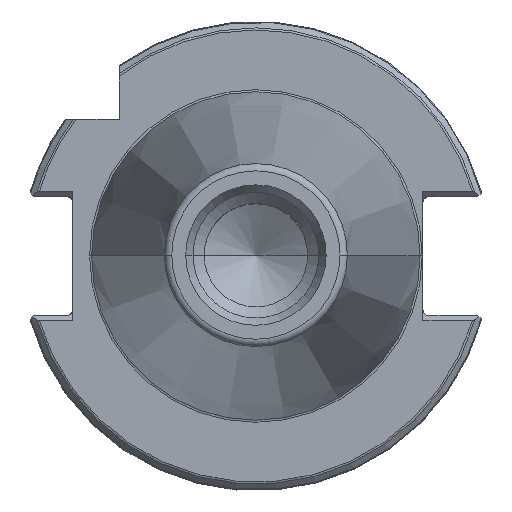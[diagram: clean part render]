
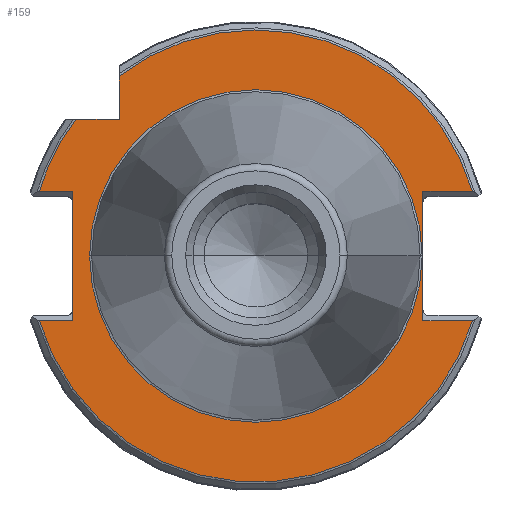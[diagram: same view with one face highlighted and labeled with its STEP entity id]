
A CAD part, top view. The second image highlights one B-rep face of the part: STEP entity #159.
In plain terms, the highlighted planar face has unit normal (0, 0, 1).
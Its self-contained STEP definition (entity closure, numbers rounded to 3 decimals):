
#147 = CARTESIAN_POINT ( 'NONE',  ( 0., 8.75, -3.2 ) ) ;
#151 = CARTESIAN_POINT ( 'NONE',  ( 0., 0., -3.2 ) ) ;
#159 = ADVANCED_FACE ( 'NONE', ( #3291, #3215 ), #1046, .T. ) ;
#160 = VERTEX_POINT ( 'NONE', #2113 ) ;
#228 = CARTESIAN_POINT ( 'NONE',  ( -29.306, 8.75, -3.2 ) ) ;
#320 = ORIENTED_EDGE ( 'NONE', *, *, #2429, .T. ) ;
#330 = EDGE_CURVE ( 'NONE', #160, #2549, #2197, .T. ) ;
#348 = VECTOR ( 'NONE', #352, 1000. ) ;
#352 = DIRECTION ( 'NONE',  ( -1., 0., 0. ) ) ;
#353 = VERTEX_POINT ( 'NONE', #2270 ) ;
#355 = VERTEX_POINT ( 'NONE', #690 ) ;
#371 = CIRCLE ( 'NONE', #1530, 30.584 ) ;
#417 = DIRECTION ( 'NONE',  ( 1., 0., 0. ) ) ;
#464 = LINE ( 'NONE', #147, #3195 ) ;
#483 = EDGE_CURVE ( 'NONE', #2971, #355, #2445, .T. ) ;
#681 = LINE ( 'NONE', #3210, #2102 ) ;
#688 = ORIENTED_EDGE ( 'NONE', *, *, #1480, .T. ) ;
#690 = CARTESIAN_POINT ( 'NONE',  ( -29.306, -8.75, -3.2 ) ) ;
#731 = DIRECTION ( 'NONE',  ( 0., 0., 1. ) ) ;
#815 = DIRECTION ( 'NONE',  ( 1., 0., 0. ) ) ;
#829 = EDGE_CURVE ( 'NONE', #355, #1927, #2322, .T. ) ;
#833 = CARTESIAN_POINT ( 'NONE',  ( 22.6, -8.05, -3.2 ) ) ;
#835 = CARTESIAN_POINT ( 'NONE',  ( 0., 0., -3.2 ) ) ;
#880 = AXIS2_PLACEMENT_3D ( 'NONE', #2312, #731, #2572 ) ;
#952 = ORIENTED_EDGE ( 'NONE', *, *, #3095, .T. ) ;
#1045 = VERTEX_POINT ( 'NONE', #1318 ) ;
#1046 = PLANE ( 'NONE',  #2841 ) ;
#1052 = VECTOR ( 'NONE', #815, 1000. ) ;
#1098 = DIRECTION ( 'NONE',  ( 1., 0., 0. ) ) ;
#1183 = EDGE_LOOP ( 'NONE', ( #952, #1734, #1317, #3258, #1207, #2720, #1987, #2792, #320, #1502, #688 ) ) ;
#1206 = DIRECTION ( 'NONE',  ( 0., 0., 1. ) ) ;
#1207 = ORIENTED_EDGE ( 'NONE', *, *, #483, .T. ) ;
#1239 = DIRECTION ( 'NONE',  ( 0., -1., 0. ) ) ;
#1268 = AXIS2_PLACEMENT_3D ( 'NONE', #835, #2681, #1098 ) ;
#1271 = CARTESIAN_POINT ( 'NONE',  ( 0., 0., -3.2 ) ) ;
#1278 = CARTESIAN_POINT ( 'NONE',  ( -22.5, 0., -3.2 ) ) ;
#1317 = ORIENTED_EDGE ( 'NONE', *, *, #1980, .T. ) ;
#1318 = CARTESIAN_POINT ( 'NONE',  ( 29.306, 8.75, -3.2 ) ) ;
#1374 = DIRECTION ( 'NONE',  ( 0., 1., 0. ) ) ;
#1375 = AXIS2_PLACEMENT_3D ( 'NONE', #1271, #3101, #1534 ) ;
#1393 = CIRCLE ( 'NONE', #1268, 30.584 ) ;
#1435 = CARTESIAN_POINT ( 'NONE',  ( -29.506, -8.75, -3.2 ) ) ;
#1471 = VECTOR ( 'NONE', #3202, 1000. ) ;
#1480 = EDGE_CURVE ( 'NONE', #353, #2364, #1677, .T. ) ;
#1502 = ORIENTED_EDGE ( 'NONE', *, *, #2710, .T. ) ;
#1530 = AXIS2_PLACEMENT_3D ( 'NONE', #2787, #1206, #3038 ) ;
#1534 = DIRECTION ( 'NONE',  ( 1., 0., 0. ) ) ;
#1619 = DIRECTION ( 'NONE',  ( -1., 0., 0. ) ) ;
#1622 = ORIENTED_EDGE ( 'NONE', *, *, #1709, .F. ) ;
#1669 = EDGE_CURVE ( 'NONE', #1879, #1873, #371, .T. ) ;
#1677 = LINE ( 'NONE', #2818, #2989 ) ;
#1709 = EDGE_CURVE ( 'NONE', #2549, #160, #1713, .T. ) ;
#1713 = CIRCLE ( 'NONE', #2066, 22.5 ) ;
#1734 = ORIENTED_EDGE ( 'NONE', *, *, #1669, .T. ) ;
#1747 = LINE ( 'NONE', #2756, #1829 ) ;
#1749 = LINE ( 'NONE', #1856, #1052 ) ;
#1829 = VECTOR ( 'NONE', #2491, 1000. ) ;
#1841 = DIRECTION ( 'NONE',  ( 1., 0., 0. ) ) ;
#1856 = CARTESIAN_POINT ( 'NONE',  ( -24.8, 8.75, -3.2 ) ) ;
#1873 = VERTEX_POINT ( 'NONE', #228 ) ;
#1879 = VERTEX_POINT ( 'NONE', #2103 ) ;
#1927 = VERTEX_POINT ( 'NONE', #3147 ) ;
#1980 = EDGE_CURVE ( 'NONE', #1873, #2847, #1749, .T. ) ;
#1985 = CARTESIAN_POINT ( 'NONE',  ( -24.8, 8.75, -3.2 ) ) ;
#1987 = ORIENTED_EDGE ( 'NONE', *, *, #2793, .T. ) ;
#2002 = LINE ( 'NONE', #2944, #3231 ) ;
#2020 = DIRECTION ( 'NONE',  ( 0., 0., 1. ) ) ;
#2025 = EDGE_CURVE ( 'NONE', #2487, #2975, #2872, .T. ) ;
#2062 = EDGE_CURVE ( 'NONE', #2971, #2847, #681, .T. ) ;
#2066 = AXIS2_PLACEMENT_3D ( 'NONE', #151, #2020, #417 ) ;
#2079 = CARTESIAN_POINT ( 'NONE',  ( -18.5, 18.5, -3.2 ) ) ;
#2101 = ORIENTED_EDGE ( 'NONE', *, *, #330, .F. ) ;
#2102 = VECTOR ( 'NONE', #1374, 1000. ) ;
#2103 = CARTESIAN_POINT ( 'NONE',  ( -24.355, 18.5, -3.2 ) ) ;
#2113 = CARTESIAN_POINT ( 'NONE',  ( 22.5, 0., -3.2 ) ) ;
#2197 = CIRCLE ( 'NONE', #1375, 22.5 ) ;
#2262 = EDGE_LOOP ( 'NONE', ( #2101, #1622 ) ) ;
#2270 = CARTESIAN_POINT ( 'NONE',  ( -18.5, 24.355, -3.2 ) ) ;
#2312 = CARTESIAN_POINT ( 'NONE',  ( 0., 0., -3.2 ) ) ;
#2322 = CIRCLE ( 'NONE', #880, 30.584 ) ;
#2364 = VERTEX_POINT ( 'NONE', #2079 ) ;
#2429 = EDGE_CURVE ( 'NONE', #2975, #1045, #464, .T. ) ;
#2445 = LINE ( 'NONE', #1435, #348 ) ;
#2487 = VERTEX_POINT ( 'NONE', #2816 ) ;
#2491 = DIRECTION ( 'NONE',  ( -1., 0., 0. ) ) ;
#2539 = DIRECTION ( 'NONE',  ( 1., 0., 0. ) ) ;
#2549 = VERTEX_POINT ( 'NONE', #1278 ) ;
#2572 = DIRECTION ( 'NONE',  ( 1., 0., 0. ) ) ;
#2681 = DIRECTION ( 'NONE',  ( 0., 0., 1. ) ) ;
#2710 = EDGE_CURVE ( 'NONE', #1045, #353, #1393, .T. ) ;
#2720 = ORIENTED_EDGE ( 'NONE', *, *, #829, .T. ) ;
#2756 = CARTESIAN_POINT ( 'NONE',  ( 0., -8.75, -3.2 ) ) ;
#2787 = CARTESIAN_POINT ( 'NONE',  ( 0., 0., -3.2 ) ) ;
#2792 = ORIENTED_EDGE ( 'NONE', *, *, #2025, .T. ) ;
#2793 = EDGE_CURVE ( 'NONE', #1927, #2487, #1747, .T. ) ;
#2816 = CARTESIAN_POINT ( 'NONE',  ( 22.6, -8.75, -3.2 ) ) ;
#2818 = CARTESIAN_POINT ( 'NONE',  ( -18.5, 0., -3.2 ) ) ;
#2841 = AXIS2_PLACEMENT_3D ( 'NONE', #2889, #3409, #1841 ) ;
#2846 = CARTESIAN_POINT ( 'NONE',  ( -24.8, -8.75, -3.2 ) ) ;
#2847 = VERTEX_POINT ( 'NONE', #1985 ) ;
#2872 = LINE ( 'NONE', #833, #1471 ) ;
#2889 = CARTESIAN_POINT ( 'NONE',  ( 0., 0., -3.2 ) ) ;
#2944 = CARTESIAN_POINT ( 'NONE',  ( 0., 18.5, -3.2 ) ) ;
#2971 = VERTEX_POINT ( 'NONE', #2846 ) ;
#2975 = VERTEX_POINT ( 'NONE', #3102 ) ;
#2989 = VECTOR ( 'NONE', #1239, 1000. ) ;
#3038 = DIRECTION ( 'NONE',  ( 1., 0., 0. ) ) ;
#3095 = EDGE_CURVE ( 'NONE', #2364, #1879, #2002, .T. ) ;
#3101 = DIRECTION ( 'NONE',  ( 0., 0., 1. ) ) ;
#3102 = CARTESIAN_POINT ( 'NONE',  ( 22.6, 8.75, -3.2 ) ) ;
#3147 = CARTESIAN_POINT ( 'NONE',  ( 29.306, -8.75, -3.2 ) ) ;
#3195 = VECTOR ( 'NONE', #2539, 1000. ) ;
#3202 = DIRECTION ( 'NONE',  ( 0., 1., 0. ) ) ;
#3210 = CARTESIAN_POINT ( 'NONE',  ( -24.8, -8.05, -3.2 ) ) ;
#3215 = FACE_BOUND ( 'NONE', #2262, .T. ) ;
#3231 = VECTOR ( 'NONE', #1619, 1000. ) ;
#3258 = ORIENTED_EDGE ( 'NONE', *, *, #2062, .F. ) ;
#3291 = FACE_OUTER_BOUND ( 'NONE', #1183, .T. ) ;
#3409 = DIRECTION ( 'NONE',  ( 0., 0., 1. ) ) ;
